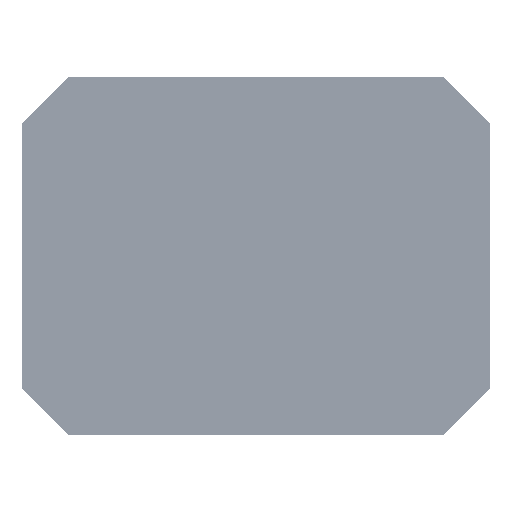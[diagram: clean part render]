
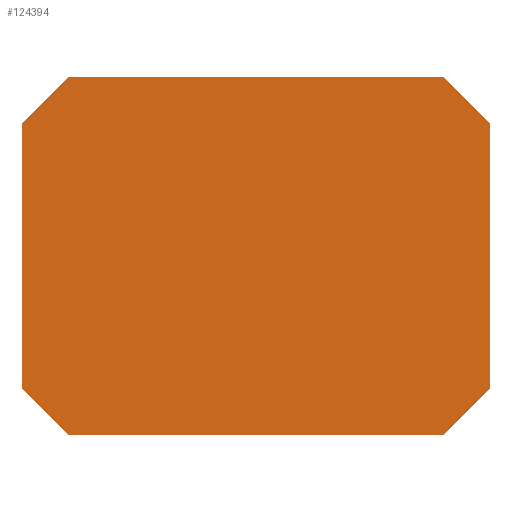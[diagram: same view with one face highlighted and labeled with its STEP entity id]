
A CAD part, front view. The second image highlights one B-rep face of the part: STEP entity #124394.
In plain terms, the highlighted planar face has unit normal (0, -1, 0).
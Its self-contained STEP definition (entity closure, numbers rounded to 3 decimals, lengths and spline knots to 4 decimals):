
#4156 = VERTEX_POINT ( 'NONE', #41341 ) ;
#5181 = VECTOR ( 'NONE', #150630, 39.3701 ) ;
#23585 = CARTESIAN_POINT ( 'NONE',  ( -4.2033, 0.1327, -0.0365 ) ) ;
#29554 = CARTESIAN_POINT ( 'NONE',  ( -3.9033, 0.1327, 2.2635 ) ) ;
#31484 = CARTESIAN_POINT ( 'NONE',  ( -4.2033, 0.1327, 1.9635 ) ) ;
#33238 = EDGE_CURVE ( 'NONE', #109696, #68298, #163217, .T. ) ;
#36358 = VECTOR ( 'NONE', #53868, 39.3701 ) ;
#37795 = CARTESIAN_POINT ( 'NONE',  ( -1.2033, 0.1327, -0.0365 ) ) ;
#37881 = ORIENTED_EDGE ( 'NONE', *, *, #168504, .T. ) ;
#37900 = LINE ( 'NONE', #86425, #5181 ) ;
#39679 = CARTESIAN_POINT ( 'NONE',  ( -1.5033, 0.1327, -0.0365 ) ) ;
#40331 = LINE ( 'NONE', #50230, #145911 ) ;
#41341 = CARTESIAN_POINT ( 'NONE',  ( -1.5033, 0.1327, 2.2635 ) ) ;
#42541 = VERTEX_POINT ( 'NONE', #31484 ) ;
#44625 = CARTESIAN_POINT ( 'NONE',  ( -4.2033, 0.1327, -0.0365 ) ) ;
#44899 = VERTEX_POINT ( 'NONE', #133183 ) ;
#47641 = DIRECTION ( 'NONE',  ( 0., 1., 0. ) ) ;
#50230 = CARTESIAN_POINT ( 'NONE',  ( -4.2033, 0.1327, 0.2635 ) ) ;
#52893 = CARTESIAN_POINT ( 'NONE',  ( -4.2033, 0.1327, 0.2635 ) ) ;
#53809 = ORIENTED_EDGE ( 'NONE', *, *, #113491, .T. ) ;
#53868 = DIRECTION ( 'NONE',  ( -0.707, 0., -0.707 ) ) ;
#54749 = VECTOR ( 'NONE', #140012, 39.3701 ) ;
#63326 = DIRECTION ( 'NONE',  ( 0., 0., -1. ) ) ;
#66057 = DIRECTION ( 'NONE',  ( 0.707, 0., -0.707 ) ) ;
#68298 = VERTEX_POINT ( 'NONE', #87137 ) ;
#70859 = LINE ( 'NONE', #119145, #36358 ) ;
#72711 = VERTEX_POINT ( 'NONE', #29554 ) ;
#73719 = CARTESIAN_POINT ( 'NONE',  ( -2.7033, 0.1327, 1.1135 ) ) ;
#84246 = VERTEX_POINT ( 'NONE', #156569 ) ;
#85642 = FACE_OUTER_BOUND ( 'NONE', #110059, .T. ) ;
#86035 = ORIENTED_EDGE ( 'NONE', *, *, #127909, .F. ) ;
#86425 = CARTESIAN_POINT ( 'NONE',  ( -1.2033, 0.1327, 1.9635 ) ) ;
#86571 = VECTOR ( 'NONE', #130555, 39.3701 ) ;
#87137 = CARTESIAN_POINT ( 'NONE',  ( -1.2033, 0.1327, 0.2635 ) ) ;
#87434 = EDGE_CURVE ( 'NONE', #72711, #4156, #99070, .T. ) ;
#88945 = CARTESIAN_POINT ( 'NONE',  ( -4.2033, 0.1327, 2.2635 ) ) ;
#95167 = DIRECTION ( 'NONE',  ( 0., 0., 1. ) ) ;
#99070 = LINE ( 'NONE', #88945, #135622 ) ;
#103889 = ORIENTED_EDGE ( 'NONE', *, *, #143555, .T. ) ;
#108828 = EDGE_CURVE ( 'NONE', #44899, #68298, #121144, .T. ) ;
#109181 = VERTEX_POINT ( 'NONE', #52893 ) ;
#109696 = VERTEX_POINT ( 'NONE', #148289 ) ;
#110059 = EDGE_LOOP ( 'NONE', ( #86035, #123917, #155918, #53809, #110416, #37881, #127471, #103889 ) ) ;
#110416 = ORIENTED_EDGE ( 'NONE', *, *, #87434, .F. ) ;
#113491 = EDGE_CURVE ( 'NONE', #109696, #4156, #37900, .T. ) ;
#119145 = CARTESIAN_POINT ( 'NONE',  ( -3.9033, 0.1327, 2.2635 ) ) ;
#121144 = LINE ( 'NONE', #39679, #86571 ) ;
#123917 = ORIENTED_EDGE ( 'NONE', *, *, #108828, .T. ) ;
#124394 = ADVANCED_FACE ( 'NONE', ( #85642 ), #126550, .F. ) ;
#126550 = PLANE ( 'NONE',  #128050 ) ;
#127471 = ORIENTED_EDGE ( 'NONE', *, *, #154308, .F. ) ;
#127861 = LINE ( 'NONE', #23585, #54749 ) ;
#127909 = EDGE_CURVE ( 'NONE', #44899, #84246, #127861, .T. ) ;
#128050 = AXIS2_PLACEMENT_3D ( 'NONE', #73719, #47641, #153824 ) ;
#130555 = DIRECTION ( 'NONE',  ( 0.707, 0., 0.707 ) ) ;
#130691 = VECTOR ( 'NONE', #63326, 39.3701 ) ;
#133183 = CARTESIAN_POINT ( 'NONE',  ( -1.5033, 0.1327, -0.0365 ) ) ;
#135622 = VECTOR ( 'NONE', #140067, 39.3701 ) ;
#140012 = DIRECTION ( 'NONE',  ( -1., 0., 0. ) ) ;
#140067 = DIRECTION ( 'NONE',  ( 1., 0., 0. ) ) ;
#143555 = EDGE_CURVE ( 'NONE', #109181, #84246, #40331, .T. ) ;
#145911 = VECTOR ( 'NONE', #66057, 39.3701 ) ;
#147494 = VECTOR ( 'NONE', #95167, 39.3701 ) ;
#148289 = CARTESIAN_POINT ( 'NONE',  ( -1.2033, 0.1327, 1.9635 ) ) ;
#150630 = DIRECTION ( 'NONE',  ( -0.707, 0., 0.707 ) ) ;
#153824 = DIRECTION ( 'NONE',  ( 0., 0., 1. ) ) ;
#154308 = EDGE_CURVE ( 'NONE', #109181, #42541, #155748, .T. ) ;
#155748 = LINE ( 'NONE', #44625, #147494 ) ;
#155918 = ORIENTED_EDGE ( 'NONE', *, *, #33238, .F. ) ;
#156569 = CARTESIAN_POINT ( 'NONE',  ( -3.9033, 0.1327, -0.0365 ) ) ;
#163217 = LINE ( 'NONE', #37795, #130691 ) ;
#168504 = EDGE_CURVE ( 'NONE', #72711, #42541, #70859, .T. ) ;
